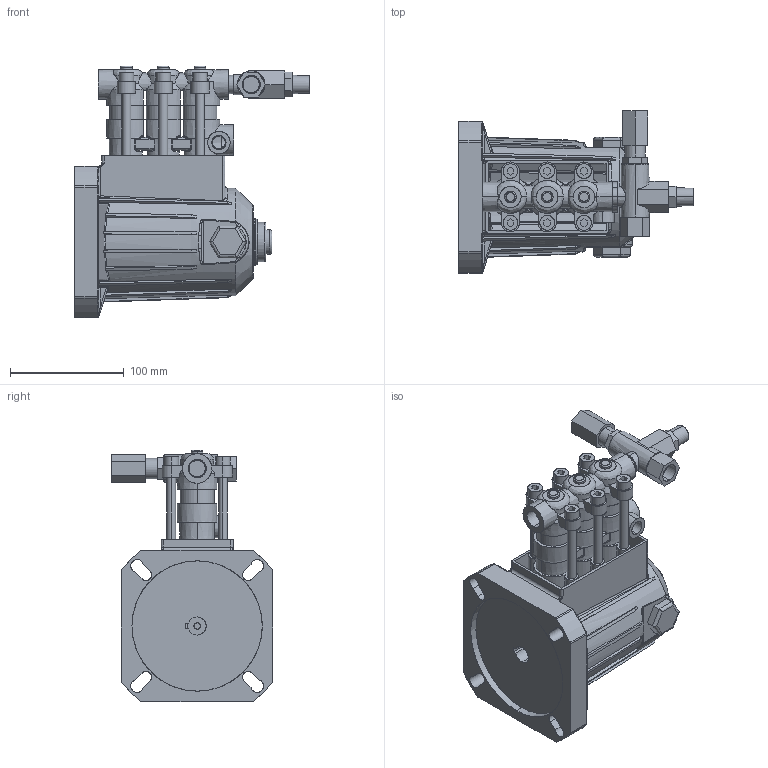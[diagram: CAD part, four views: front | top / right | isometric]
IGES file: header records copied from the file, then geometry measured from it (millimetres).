
Start section: SolidWorks IGES file using analytic representation for surfaces
Global section: file name: 2SF29ELS.IGS; native system: SolidWorks 2009; preprocessor: SolidWorks 2009; author: MJH; date: 100114.090353; units: millimetre
Bounding box: 206.33 x 142.37 x 221.23 mm (x, y, z)
Surface area: 182898.3 mm2 (no closed solid volume)
Topology: 0 solids, 0 shells, 732 faces, 9376 edges, 9370 vertices
Faces by surface type: bspline 468, revolution 264
